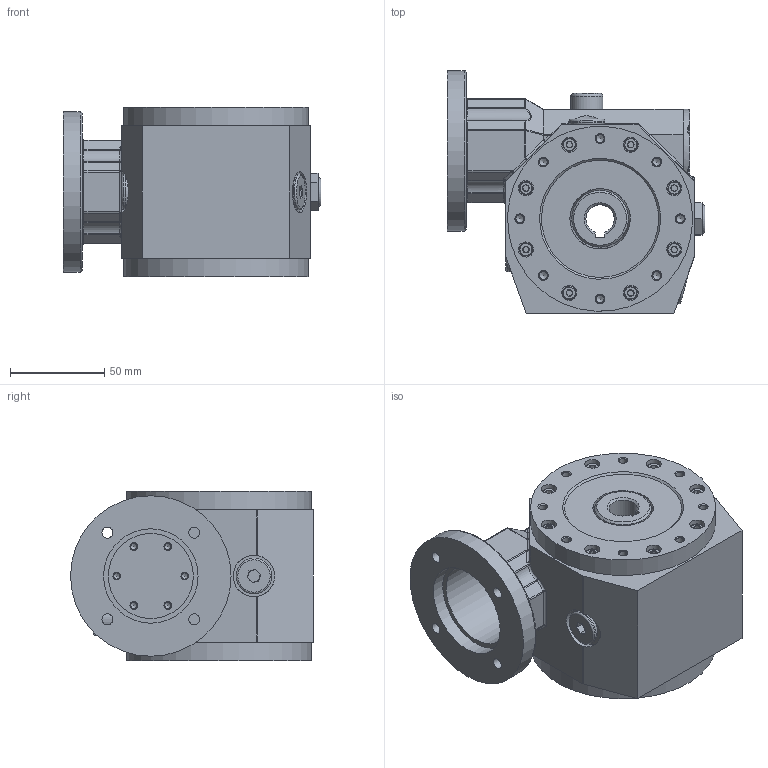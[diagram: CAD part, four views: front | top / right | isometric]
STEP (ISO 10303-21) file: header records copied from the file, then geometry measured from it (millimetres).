
FILE_DESCRIPTION( ( 'Unknown' ), '1' );
FILE_NAME( '1-1KA.stp', 'Unknown', ( 'Unknown' ), ( 'Unknown' ), 'PSStep 13.0', 'Unknown', ' ' );
FILE_SCHEMA( ( 'AUTOMOTIVE_DESIGN { 1 0 10303 214 1 1 1 1 }' ) );
Length unit declared in the file: millimetre
Products named in the file (1): Gehaeuse
Bounding box: 136.5 x 128.6 x 90 mm (x, y, z)
Volume: 843979.5 mm3; surface area: 94417.7 mm2
Topology: 1 solids, 45 shells, 999 faces, 2392 edges, 1511 vertices
Faces by surface type: plane 425, cone 232, cylinder 221, bspline 88, torus 30, extrusion 3
Full cylindrical faces by diameter (mm): 3.3 x28, 4 x22, 4.2 x16, 4.5 x22, 5.8 x4, 6 x16, 7 x16, 8 x16, 10 x1, 11 x1, 17 x3, 19 x3, 22 x5, 30 x2, 32 x2, 44 x1, 45 x1, 50 x1, 85 x1, 98 x2
Entity records: 52645 total; most frequent: CARTESIAN_POINT 24795, DIRECTION 3845, ORIENTED_EDGE 3700, EDGE_CURVE 1850, AXIS2_PLACEMENT_3D 1524, EDGE_LOOP 1434, VERTEX_POINT 1362, FACE_OUTER_BOUND 1187
